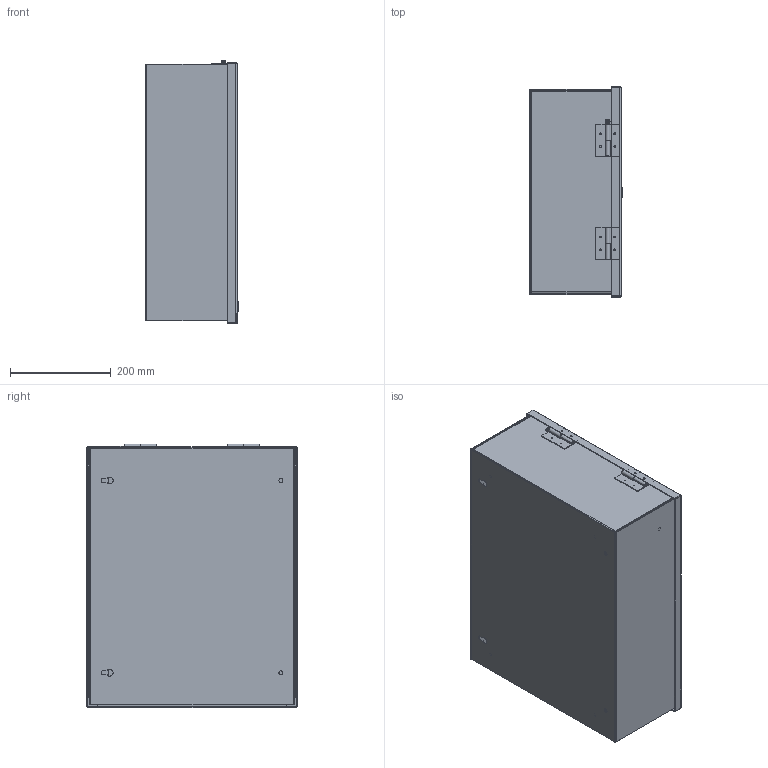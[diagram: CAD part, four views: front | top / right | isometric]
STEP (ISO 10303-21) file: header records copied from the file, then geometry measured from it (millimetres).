
FILE_DESCRIPTION (( 'STEP AP214' ), '1' );
FILE_NAME ('N1A16207.STEP', '2019-07-17T17:43:45', ( '' ), ( '' ), 'SwSTEP 2.0', 'SolidWorks 2018', '' );
FILE_SCHEMA (( 'AUTOMOTIVE_DESIGN' ));
Length unit declared in the file: inch
Products named in the file (1): N1A16207
Bounding box: 185.39 x 416.15 x 522.59 mm (x, y, z)
Volume: 1813312.8 mm3; surface area: 1987779.2 mm2
Topology: 23 solids, 23 shells, 529 faces, 1258 edges, 801 vertices
Faces by surface type: plane 295, cylinder 184, bspline 34, cone 16
Entity records: 23143 total; most frequent: CARTESIAN_POINT 3635, DIRECTION 2588, ORIENTED_EDGE 2516, EDGE_CURVE 1258, AXIS2_PLACEMENT_3D 914, VERTEX_POINT 801, LINE 760, VECTOR 760
